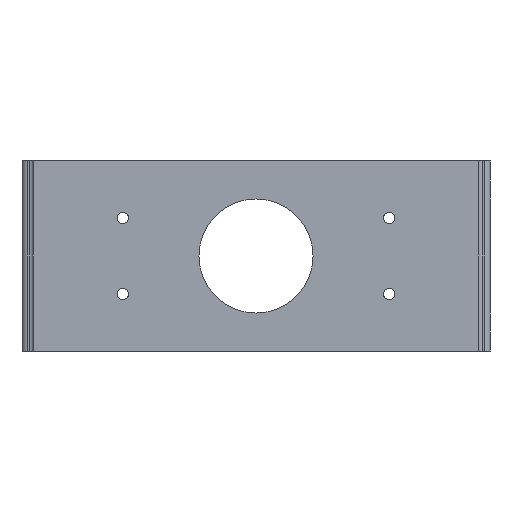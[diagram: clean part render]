
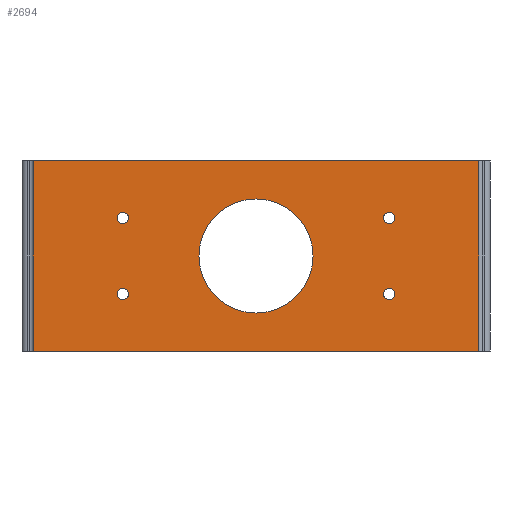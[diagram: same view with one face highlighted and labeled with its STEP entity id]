
A CAD part, front view. The second image highlights one B-rep face of the part: STEP entity #2694.
In plain terms, the highlighted planar face has unit normal (0, -1, 0).
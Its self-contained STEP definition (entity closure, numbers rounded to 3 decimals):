
#20 = ORIENTED_EDGE ( 'NONE', *, *, #2392, .T. ) ;
#27 = PLANE ( 'NONE',  #1152 ) ;
#68 = VERTEX_POINT ( 'NONE', #406 ) ;
#84 = VERTEX_POINT ( 'NONE', #2244 ) ;
#124 = VERTEX_POINT ( 'NONE', #2462 ) ;
#200 = ORIENTED_EDGE ( 'NONE', *, *, #1663, .F. ) ;
#210 = CARTESIAN_POINT ( 'NONE',  ( 58.5, 0., 25. ) ) ;
#211 = DIRECTION ( 'NONE',  ( 0., 0., -1. ) ) ;
#239 = DIRECTION ( 'NONE',  ( 0., 0., -1. ) ) ;
#309 = FACE_BOUND ( 'NONE', #2033, .T. ) ;
#341 = CARTESIAN_POINT ( 'NONE',  ( 23.5, 0., 15. ) ) ;
#380 = LINE ( 'NONE', #598, #2931 ) ;
#381 = VERTEX_POINT ( 'NONE', #1077 ) ;
#384 = AXIS2_PLACEMENT_3D ( 'NONE', #3311, #3073, #211 ) ;
#399 = EDGE_CURVE ( 'NONE', #639, #84, #620, .T. ) ;
#406 = CARTESIAN_POINT ( 'NONE',  ( 23.5, 0., 16.5 ) ) ;
#441 = CIRCLE ( 'NONE', #384, 1.5 ) ;
#519 = DIRECTION ( 'NONE',  ( 1., 0., 0. ) ) ;
#535 = FACE_BOUND ( 'NONE', #585, .T. ) ;
#552 = FACE_BOUND ( 'NONE', #2341, .T. ) ;
#561 = DIRECTION ( 'NONE',  ( 0., 1., 0. ) ) ;
#576 = VERTEX_POINT ( 'NONE', #2288 ) ;
#579 = CARTESIAN_POINT ( 'NONE',  ( 0., 0., 50. ) ) ;
#585 = EDGE_LOOP ( 'NONE', ( #1626, #200 ) ) ;
#591 = ORIENTED_EDGE ( 'NONE', *, *, #399, .F. ) ;
#598 = CARTESIAN_POINT ( 'NONE',  ( 0., 0., 0. ) ) ;
#613 = CIRCLE ( 'NONE', #2569, 15. ) ;
#620 = CIRCLE ( 'NONE', #2143, 1.5 ) ;
#639 = VERTEX_POINT ( 'NONE', #2305 ) ;
#651 = EDGE_CURVE ( 'NONE', #124, #576, #2436, .T. ) ;
#677 = ORIENTED_EDGE ( 'NONE', *, *, #3049, .T. ) ;
#758 = VERTEX_POINT ( 'NONE', #1580 ) ;
#772 = CARTESIAN_POINT ( 'NONE',  ( 23.5, 0., 13.5 ) ) ;
#780 = ORIENTED_EDGE ( 'NONE', *, *, #1891, .F. ) ;
#869 = CARTESIAN_POINT ( 'NONE',  ( 23.5, 0., 15. ) ) ;
#870 = CARTESIAN_POINT ( 'NONE',  ( 117., 0., 0. ) ) ;
#887 = DIRECTION ( 'NONE',  ( 0., -1., 0. ) ) ;
#939 = EDGE_CURVE ( 'NONE', #84, #639, #2937, .T. ) ;
#945 = EDGE_CURVE ( 'NONE', #1175, #68, #2246, .T. ) ;
#979 = CARTESIAN_POINT ( 'NONE',  ( 117., 0., 50. ) ) ;
#1038 = LINE ( 'NONE', #1855, #2087 ) ;
#1077 = CARTESIAN_POINT ( 'NONE',  ( 93.5, 0., 33.5 ) ) ;
#1113 = VERTEX_POINT ( 'NONE', #1990 ) ;
#1129 = CARTESIAN_POINT ( 'NONE',  ( 93.5, 0., 36.5 ) ) ;
#1133 = CIRCLE ( 'NONE', #1189, 1.5 ) ;
#1152 = AXIS2_PLACEMENT_3D ( 'NONE', #579, #2871, #1565 ) ;
#1175 = VERTEX_POINT ( 'NONE', #772 ) ;
#1189 = AXIS2_PLACEMENT_3D ( 'NONE', #2509, #2070, #2774 ) ;
#1191 = AXIS2_PLACEMENT_3D ( 'NONE', #2472, #2165, #1944 ) ;
#1204 = ORIENTED_EDGE ( 'NONE', *, *, #1455, .F. ) ;
#1255 = VECTOR ( 'NONE', #519, 1000. ) ;
#1258 = DIRECTION ( 'NONE',  ( 0., 1., 0. ) ) ;
#1297 = CARTESIAN_POINT ( 'NONE',  ( 93.5, 0., 15. ) ) ;
#1375 = DIRECTION ( 'NONE',  ( 0., 0., -1. ) ) ;
#1419 = AXIS2_PLACEMENT_3D ( 'NONE', #869, #887, #3153 ) ;
#1455 = EDGE_CURVE ( 'NONE', #381, #2023, #1133, .T. ) ;
#1487 = LINE ( 'NONE', #979, #2015 ) ;
#1565 = DIRECTION ( 'NONE',  ( 0., 0., 1. ) ) ;
#1566 = VERTEX_POINT ( 'NONE', #2858 ) ;
#1580 = CARTESIAN_POINT ( 'NONE',  ( 0., 0., 0. ) ) ;
#1604 = ORIENTED_EDGE ( 'NONE', *, *, #2659, .F. ) ;
#1626 = ORIENTED_EDGE ( 'NONE', *, *, #2211, .F. ) ;
#1663 = EDGE_CURVE ( 'NONE', #1113, #2424, #2496, .T. ) ;
#1727 = AXIS2_PLACEMENT_3D ( 'NONE', #210, #1258, #2028 ) ;
#1830 = CARTESIAN_POINT ( 'NONE',  ( 23.5, 0., 35. ) ) ;
#1842 = EDGE_LOOP ( 'NONE', ( #1204, #780 ) ) ;
#1855 = CARTESIAN_POINT ( 'NONE',  ( 0., 0., 50. ) ) ;
#1891 = EDGE_CURVE ( 'NONE', #2023, #381, #441, .T. ) ;
#1944 = DIRECTION ( 'NONE',  ( 0., 0., -1. ) ) ;
#1970 = CIRCLE ( 'NONE', #3264, 1.5 ) ;
#1990 = CARTESIAN_POINT ( 'NONE',  ( 93.5, 0., 16.5 ) ) ;
#1992 = ORIENTED_EDGE ( 'NONE', *, *, #2862, .F. ) ;
#1996 = EDGE_LOOP ( 'NONE', ( #3155, #591 ) ) ;
#2015 = VECTOR ( 'NONE', #3300, 1000. ) ;
#2023 = VERTEX_POINT ( 'NONE', #1129 ) ;
#2028 = DIRECTION ( 'NONE',  ( 0., 0., 1. ) ) ;
#2033 = EDGE_LOOP ( 'NONE', ( #2154, #1992 ) ) ;
#2070 = DIRECTION ( 'NONE',  ( 0., -1., 0. ) ) ;
#2082 = CARTESIAN_POINT ( 'NONE',  ( 0., 0., 50. ) ) ;
#2087 = VECTOR ( 'NONE', #239, 1000. ) ;
#2096 = DIRECTION ( 'NONE',  ( 0., 0., 1. ) ) ;
#2110 = EDGE_CURVE ( 'NONE', #1566, #2804, #1487, .T. ) ;
#2143 = AXIS2_PLACEMENT_3D ( 'NONE', #1830, #2857, #2358 ) ;
#2154 = ORIENTED_EDGE ( 'NONE', *, *, #945, .F. ) ;
#2165 = DIRECTION ( 'NONE',  ( 0., -1., 0. ) ) ;
#2195 = DIRECTION ( 'NONE',  ( 0., -1., 0. ) ) ;
#2204 = ORIENTED_EDGE ( 'NONE', *, *, #3065, .T. ) ;
#2211 = EDGE_CURVE ( 'NONE', #2424, #1113, #3062, .T. ) ;
#2238 = ORIENTED_EDGE ( 'NONE', *, *, #2110, .F. ) ;
#2244 = CARTESIAN_POINT ( 'NONE',  ( 23.5, 0., 33.5 ) ) ;
#2246 = CIRCLE ( 'NONE', #1419, 1.5 ) ;
#2288 = CARTESIAN_POINT ( 'NONE',  ( 58.5, 0., 40. ) ) ;
#2305 = CARTESIAN_POINT ( 'NONE',  ( 23.5, 0., 36.5 ) ) ;
#2340 = FACE_BOUND ( 'NONE', #1996, .T. ) ;
#2341 = EDGE_LOOP ( 'NONE', ( #2204, #3197 ) ) ;
#2356 = FACE_OUTER_BOUND ( 'NONE', #3325, .T. ) ;
#2358 = DIRECTION ( 'NONE',  ( 0., 0., -1. ) ) ;
#2392 = EDGE_CURVE ( 'NONE', #758, #2804, #380, .T. ) ;
#2424 = VERTEX_POINT ( 'NONE', #2671 ) ;
#2436 = CIRCLE ( 'NONE', #1727, 15. ) ;
#2439 = DIRECTION ( 'NONE',  ( 1., 0., 0. ) ) ;
#2462 = CARTESIAN_POINT ( 'NONE',  ( 58.5, 0., 10. ) ) ;
#2472 = CARTESIAN_POINT ( 'NONE',  ( 93.5, 0., 15. ) ) ;
#2496 = CIRCLE ( 'NONE', #1191, 1.5 ) ;
#2509 = CARTESIAN_POINT ( 'NONE',  ( 93.5, 0., 35. ) ) ;
#2547 = VERTEX_POINT ( 'NONE', #2570 ) ;
#2569 = AXIS2_PLACEMENT_3D ( 'NONE', #2883, #561, #2096 ) ;
#2570 = CARTESIAN_POINT ( 'NONE',  ( 0., 0., 50. ) ) ;
#2659 = EDGE_CURVE ( 'NONE', #2547, #1566, #2901, .T. ) ;
#2671 = CARTESIAN_POINT ( 'NONE',  ( 93.5, 0., 13.5 ) ) ;
#2694 = ADVANCED_FACE ( 'NONE', ( #309, #2340, #2855, #535, #552, #2356 ), #27, .F. ) ;
#2774 = DIRECTION ( 'NONE',  ( 0., 0., -1. ) ) ;
#2804 = VERTEX_POINT ( 'NONE', #870 ) ;
#2855 = FACE_BOUND ( 'NONE', #1842, .T. ) ;
#2857 = DIRECTION ( 'NONE',  ( 0., -1., 0. ) ) ;
#2858 = CARTESIAN_POINT ( 'NONE',  ( 117., 0., 50. ) ) ;
#2862 = EDGE_CURVE ( 'NONE', #68, #1175, #1970, .T. ) ;
#2871 = DIRECTION ( 'NONE',  ( 0., 1., 0. ) ) ;
#2883 = CARTESIAN_POINT ( 'NONE',  ( 58.5, 0., 25. ) ) ;
#2899 = AXIS2_PLACEMENT_3D ( 'NONE', #1297, #3143, #3159 ) ;
#2901 = LINE ( 'NONE', #2082, #1255 ) ;
#2930 = CARTESIAN_POINT ( 'NONE',  ( 23.5, 0., 35. ) ) ;
#2931 = VECTOR ( 'NONE', #2439, 1000. ) ;
#2937 = CIRCLE ( 'NONE', #3266, 1.5 ) ;
#3049 = EDGE_CURVE ( 'NONE', #2547, #758, #1038, .T. ) ;
#3062 = CIRCLE ( 'NONE', #2899, 1.5 ) ;
#3065 = EDGE_CURVE ( 'NONE', #576, #124, #613, .T. ) ;
#3073 = DIRECTION ( 'NONE',  ( 0., -1., 0. ) ) ;
#3143 = DIRECTION ( 'NONE',  ( 0., -1., 0. ) ) ;
#3153 = DIRECTION ( 'NONE',  ( 0., 0., -1. ) ) ;
#3155 = ORIENTED_EDGE ( 'NONE', *, *, #939, .F. ) ;
#3159 = DIRECTION ( 'NONE',  ( 0., 0., -1. ) ) ;
#3181 = DIRECTION ( 'NONE',  ( 0., 0., -1. ) ) ;
#3197 = ORIENTED_EDGE ( 'NONE', *, *, #651, .T. ) ;
#3201 = DIRECTION ( 'NONE',  ( 0., -1., 0. ) ) ;
#3264 = AXIS2_PLACEMENT_3D ( 'NONE', #341, #3201, #1375 ) ;
#3266 = AXIS2_PLACEMENT_3D ( 'NONE', #2930, #2195, #3181 ) ;
#3300 = DIRECTION ( 'NONE',  ( 0., 0., -1. ) ) ;
#3311 = CARTESIAN_POINT ( 'NONE',  ( 93.5, 0., 35. ) ) ;
#3325 = EDGE_LOOP ( 'NONE', ( #20, #2238, #1604, #677 ) ) ;
